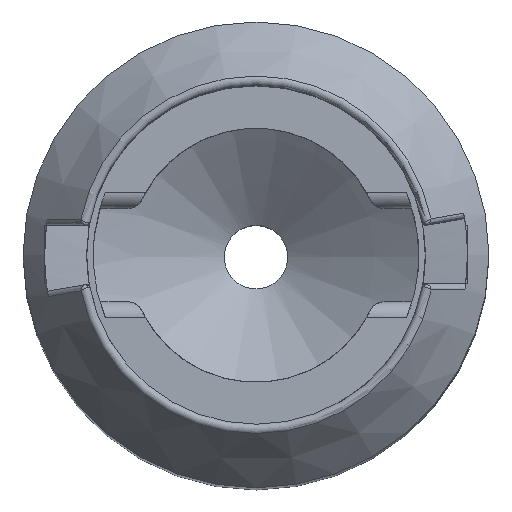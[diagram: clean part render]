
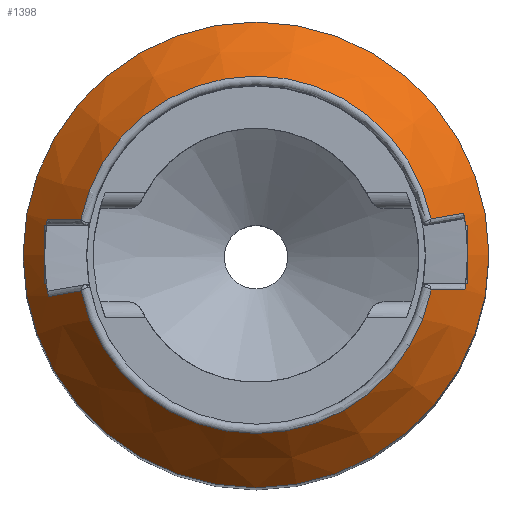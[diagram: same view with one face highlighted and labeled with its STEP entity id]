
A CAD part, top view. The second image highlights one B-rep face of the part: STEP entity #1398.
In plain terms, the highlighted conical face has half-angle 40 degrees and reference radius 7.5 mm.
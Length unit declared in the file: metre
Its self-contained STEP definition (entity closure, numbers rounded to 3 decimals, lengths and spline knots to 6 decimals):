
#59=CONICAL_SURFACE('',#1513,0.0075,0.698);
#101=CIRCLE('',#1514,0.009998);
#102=CIRCLE('',#1515,0.009998);
#103=CIRCLE('',#1516,0.009998);
#104=CIRCLE('',#1517,0.008442);
#105=CIRCLE('',#1518,0.009998);
#106=CIRCLE('',#1519,0.009998);
#107=CIRCLE('',#1520,0.008442);
#108=CIRCLE('',#1521,0.011);
#163=B_SPLINE_CURVE_WITH_KNOTS('',3,(#2024,#2025,#2026,#2027),
 .UNSPECIFIED.,.F.,.F.,(4,4),(0.000687,0.00311),
 .UNSPECIFIED.);
#164=B_SPLINE_CURVE_WITH_KNOTS('',3,(#2034,#2035,#2036,#2037),
 .UNSPECIFIED.,.F.,.F.,(4,4),(0.,0.000149),.UNSPECIFIED.);
#165=B_SPLINE_CURVE_WITH_KNOTS('',3,(#2039,#2040,#2041,#2042),
 .UNSPECIFIED.,.F.,.F.,(4,4),(0.,1.),.PIECEWISE_BEZIER_KNOTS.);
#166=B_SPLINE_CURVE_WITH_KNOTS('',3,(#2044,#2045,#2046,#2047),
 .UNSPECIFIED.,.F.,.F.,(4,4),(0.,0.001375),.UNSPECIFIED.);
#167=B_SPLINE_CURVE_WITH_KNOTS('',3,(#2049,#2050,#2051,#2052),
 .UNSPECIFIED.,.F.,.F.,(4,4),(0.002587,0.002736),
 .UNSPECIFIED.);
#168=B_SPLINE_CURVE_WITH_KNOTS('',3,(#2056,#2057,#2058,#2059),
 .UNSPECIFIED.,.F.,.F.,(4,4),(0.,0.00244),.UNSPECIFIED.);
#169=B_SPLINE_CURVE_WITH_KNOTS('',3,(#2063,#2064,#2065,#2066),
 .UNSPECIFIED.,.F.,.F.,(4,4),(0.000687,0.00311),
 .UNSPECIFIED.);
#170=B_SPLINE_CURVE_WITH_KNOTS('',3,(#2070,#2071,#2072,#2073),
 .UNSPECIFIED.,.F.,.F.,(4,4),(0.,0.000149),.UNSPECIFIED.);
#171=B_SPLINE_CURVE_WITH_KNOTS('',3,(#2075,#2076,#2077,#2078),
 .UNSPECIFIED.,.F.,.F.,(4,4),(0.,1.),.PIECEWISE_BEZIER_KNOTS.);
#172=B_SPLINE_CURVE_WITH_KNOTS('',3,(#2080,#2081,#2082,#2083),
 .UNSPECIFIED.,.F.,.F.,(4,4),(0.,0.001375),
 .UNSPECIFIED.);
#173=B_SPLINE_CURVE_WITH_KNOTS('',3,(#2085,#2086,#2087,#2088),
 .UNSPECIFIED.,.F.,.F.,(4,4),(0.002592,0.002742),
 .UNSPECIFIED.);
#174=B_SPLINE_CURVE_WITH_KNOTS('',3,(#2092,#2093,#2094,#2095),
 .UNSPECIFIED.,.F.,.F.,(4,4),(0.001567,0.004006),
 .UNSPECIFIED.);
#290=ORIENTED_EDGE('',*,*,#729,.T.);
#291=ORIENTED_EDGE('',*,*,#730,.T.);
#292=ORIENTED_EDGE('',*,*,#731,.T.);
#293=ORIENTED_EDGE('',*,*,#732,.F.);
#294=ORIENTED_EDGE('',*,*,#733,.F.);
#295=ORIENTED_EDGE('',*,*,#734,.F.);
#296=ORIENTED_EDGE('',*,*,#735,.F.);
#297=ORIENTED_EDGE('',*,*,#736,.T.);
#298=ORIENTED_EDGE('',*,*,#737,.T.);
#299=ORIENTED_EDGE('',*,*,#738,.T.);
#300=ORIENTED_EDGE('',*,*,#739,.T.);
#301=ORIENTED_EDGE('',*,*,#740,.T.);
#302=ORIENTED_EDGE('',*,*,#741,.F.);
#303=ORIENTED_EDGE('',*,*,#742,.T.);
#304=ORIENTED_EDGE('',*,*,#743,.F.);
#305=ORIENTED_EDGE('',*,*,#744,.T.);
#306=ORIENTED_EDGE('',*,*,#745,.T.);
#307=ORIENTED_EDGE('',*,*,#746,.T.);
#308=ORIENTED_EDGE('',*,*,#747,.T.);
#309=ORIENTED_EDGE('',*,*,#748,.F.);
#729=EDGE_CURVE('',#947,#948,#163,.T.);
#730=EDGE_CURVE('',#948,#949,#101,.T.);
#731=EDGE_CURVE('',#949,#950,#102,.T.);
#732=EDGE_CURVE('',#951,#950,#164,.T.);
#733=EDGE_CURVE('',#952,#951,#165,.T.);
#734=EDGE_CURVE('',#953,#952,#166,.T.);
#735=EDGE_CURVE('',#954,#953,#167,.T.);
#736=EDGE_CURVE('',#954,#955,#103,.T.);
#737=EDGE_CURVE('',#955,#956,#168,.T.);
#738=EDGE_CURVE('',#956,#957,#104,.T.);
#739=EDGE_CURVE('',#957,#958,#169,.T.);
#740=EDGE_CURVE('',#958,#959,#105,.T.);
#741=EDGE_CURVE('',#960,#959,#170,.T.);
#742=EDGE_CURVE('',#960,#961,#171,.T.);
#743=EDGE_CURVE('',#962,#961,#172,.T.);
#744=EDGE_CURVE('',#962,#963,#173,.T.);
#745=EDGE_CURVE('',#963,#964,#106,.T.);
#746=EDGE_CURVE('',#964,#965,#174,.T.);
#747=EDGE_CURVE('',#965,#947,#107,.T.);
#748=EDGE_CURVE('',#966,#966,#108,.F.);
#947=VERTEX_POINT('',#2028);
#948=VERTEX_POINT('',#2029);
#949=VERTEX_POINT('',#2031);
#950=VERTEX_POINT('',#2033);
#951=VERTEX_POINT('',#2038);
#952=VERTEX_POINT('',#2043);
#953=VERTEX_POINT('',#2048);
#954=VERTEX_POINT('',#2053);
#955=VERTEX_POINT('',#2055);
#956=VERTEX_POINT('',#2060);
#957=VERTEX_POINT('',#2062);
#958=VERTEX_POINT('',#2067);
#959=VERTEX_POINT('',#2069);
#960=VERTEX_POINT('',#2074);
#961=VERTEX_POINT('',#2079);
#962=VERTEX_POINT('',#2084);
#963=VERTEX_POINT('',#2089);
#964=VERTEX_POINT('',#2091);
#965=VERTEX_POINT('',#2096);
#966=VERTEX_POINT('',#2099);
#1170=EDGE_LOOP('',(#290,#291,#292,#293,#294,#295,#296,#297,#298,#299,#300,
#301,#302,#303,#304,#305,#306,#307,#308));
#1171=EDGE_LOOP('',(#309));
#1276=FACE_BOUND('',#1170,.T.);
#1277=FACE_BOUND('',#1171,.T.);
#1398=ADVANCED_FACE('',(#1276,#1277),#59,.T.);
#1513=AXIS2_PLACEMENT_3D('',#2023,#1663,#1664);
#1514=AXIS2_PLACEMENT_3D('',#2030,#1665,#1666);
#1515=AXIS2_PLACEMENT_3D('',#2032,#1667,#1668);
#1516=AXIS2_PLACEMENT_3D('',#2054,#1669,#1670);
#1517=AXIS2_PLACEMENT_3D('',#2061,#1671,#1672);
#1518=AXIS2_PLACEMENT_3D('',#2068,#1673,#1674);
#1519=AXIS2_PLACEMENT_3D('',#2090,#1675,#1676);
#1520=AXIS2_PLACEMENT_3D('',#2097,#1677,#1678);
#1521=AXIS2_PLACEMENT_3D('',#2098,#1679,#1680);
#1663=DIRECTION('',(0.,0.,-1.));
#1664=DIRECTION('',(-1.,0.,0.));
#1665=DIRECTION('',(0.,0.,-1.));
#1666=DIRECTION('',(-1.,0.,0.));
#1667=DIRECTION('',(0.,0.,-1.));
#1668=DIRECTION('',(-1.,0.,0.));
#1669=DIRECTION('',(0.,0.,-1.));
#1670=DIRECTION('',(-1.,0.,0.));
#1671=DIRECTION('',(0.,0.,-1.));
#1672=DIRECTION('',(-1.,0.,0.));
#1673=DIRECTION('',(0.,0.,-1.));
#1674=DIRECTION('',(-1.,0.,0.));
#1675=DIRECTION('',(0.,0.,-1.));
#1676=DIRECTION('',(-1.,0.,0.));
#1677=DIRECTION('',(0.,0.,-1.));
#1678=DIRECTION('',(-1.,0.,0.));
#1679=DIRECTION('',(0.,0.,1.));
#1680=DIRECTION('',(1.,0.,0.));
#2023=CARTESIAN_POINT('',(0.,0.,0.034));
#2024=CARTESIAN_POINT('',(0.008268,0.001702,0.032878));
#2025=CARTESIAN_POINT('',(0.00878,0.001791,0.032259));
#2026=CARTESIAN_POINT('',(0.009291,0.00188,0.031641));
#2027=CARTESIAN_POINT('',(0.009803,0.001969,0.031022));
#2028=CARTESIAN_POINT('',(0.008268,0.001702,0.032878));
#2029=CARTESIAN_POINT('',(0.009803,0.001969,0.031022));
#2030=CARTESIAN_POINT('',(0.,0.,0.031022));
#2031=CARTESIAN_POINT('',(0.009902,0.001411,0.031018));
#2032=CARTESIAN_POINT('',(0.,0.,0.031022));
#2033=CARTESIAN_POINT('',(0.009903,0.001376,0.031022));
#2034=CARTESIAN_POINT('',(0.01,0.001375,0.030908));
#2035=CARTESIAN_POINT('',(0.009968,0.001375,0.030947));
#2036=CARTESIAN_POINT('',(0.009936,0.001375,0.030985));
#2037=CARTESIAN_POINT('',(0.009903,0.001375,0.031023));
#2038=CARTESIAN_POINT('',(0.01,0.001375,0.030908));
#2039=CARTESIAN_POINT('',(0.01,-0.001375,0.030908));
#2040=CARTESIAN_POINT('',(0.01,-0.000457,0.031057));
#2041=CARTESIAN_POINT('',(0.01,0.000457,0.031057));
#2042=CARTESIAN_POINT('',(0.01,0.001375,0.030908));
#2043=CARTESIAN_POINT('',(0.009999,0.000001,0.031021));
#2044=CARTESIAN_POINT('',(0.01,-0.001375,0.030908));
#2045=CARTESIAN_POINT('',(0.01,-0.000917,0.030983));
#2046=CARTESIAN_POINT('',(0.01,-0.000458,0.031021));
#2047=CARTESIAN_POINT('',(0.01,0.,0.031021));
#2048=CARTESIAN_POINT('',(0.01,-0.001375,0.030908));
#2049=CARTESIAN_POINT('',(0.009903,-0.001375,0.031022));
#2050=CARTESIAN_POINT('',(0.009936,-0.001375,0.030984));
#2051=CARTESIAN_POINT('',(0.009968,-0.001375,0.030946));
#2052=CARTESIAN_POINT('',(0.01,-0.001375,0.030908));
#2053=CARTESIAN_POINT('',(0.009903,-0.001375,0.031022));
#2054=CARTESIAN_POINT('',(0.,0.,0.031022));
#2055=CARTESIAN_POINT('',(0.00986,-0.001657,0.031022));
#2056=CARTESIAN_POINT('',(0.00986,-0.001657,0.031022));
#2057=CARTESIAN_POINT('',(0.009333,-0.001658,0.031642));
#2058=CARTESIAN_POINT('',(0.008805,-0.00166,0.03226));
#2059=CARTESIAN_POINT('',(0.008276,-0.001663,0.032878));
#2060=CARTESIAN_POINT('',(0.008276,-0.001663,0.032878));
#2061=CARTESIAN_POINT('',(0.,0.,0.032878));
#2062=CARTESIAN_POINT('',(-0.008268,-0.001702,0.032878));
#2063=CARTESIAN_POINT('',(-0.008268,-0.001702,0.032878));
#2064=CARTESIAN_POINT('',(-0.00878,-0.001791,0.032259));
#2065=CARTESIAN_POINT('',(-0.009291,-0.00188,0.031641));
#2066=CARTESIAN_POINT('',(-0.009803,-0.001969,0.031022));
#2067=CARTESIAN_POINT('',(-0.009803,-0.001969,0.031022));
#2068=CARTESIAN_POINT('',(0.,0.,0.031022));
#2069=CARTESIAN_POINT('',(-0.009904,-0.001375,0.031023));
#2070=CARTESIAN_POINT('',(-0.01,-0.001375,0.030908));
#2071=CARTESIAN_POINT('',(-0.009968,-0.001375,0.030946));
#2072=CARTESIAN_POINT('',(-0.009936,-0.001375,0.030984));
#2073=CARTESIAN_POINT('',(-0.009903,-0.001375,0.031022));
#2074=CARTESIAN_POINT('',(-0.01,-0.001375,0.030909));
#2075=CARTESIAN_POINT('',(-0.01,-0.001375,0.030908));
#2076=CARTESIAN_POINT('',(-0.01,-0.000457,0.031057));
#2077=CARTESIAN_POINT('',(-0.01,0.000457,0.031057));
#2078=CARTESIAN_POINT('',(-0.01,0.001375,0.030908));
#2079=CARTESIAN_POINT('',(-0.009999,-0.000001,0.031021));
#2080=CARTESIAN_POINT('',(-0.01,0.001375,0.030908));
#2081=CARTESIAN_POINT('',(-0.01,0.000917,0.030983));
#2082=CARTESIAN_POINT('',(-0.01,0.000458,0.031021));
#2083=CARTESIAN_POINT('',(-0.01,0.,0.031021));
#2084=CARTESIAN_POINT('',(-0.01,0.001375,0.030908));
#2085=CARTESIAN_POINT('',(-0.01,0.001375,0.030908));
#2086=CARTESIAN_POINT('',(-0.009968,0.001375,0.030946));
#2087=CARTESIAN_POINT('',(-0.009936,0.001375,0.030984));
#2088=CARTESIAN_POINT('',(-0.009903,0.001375,0.031022));
#2089=CARTESIAN_POINT('',(-0.009903,0.001375,0.031022));
#2090=CARTESIAN_POINT('',(0.,0.,0.031022));
#2091=CARTESIAN_POINT('',(-0.00986,0.001657,0.031022));
#2092=CARTESIAN_POINT('',(-0.00986,0.001657,0.031022));
#2093=CARTESIAN_POINT('',(-0.009333,0.001658,0.031642));
#2094=CARTESIAN_POINT('',(-0.008805,0.00166,0.03226));
#2095=CARTESIAN_POINT('',(-0.008276,0.001663,0.032878));
#2096=CARTESIAN_POINT('',(-0.008276,0.001663,0.032878));
#2097=CARTESIAN_POINT('',(0.,0.,0.032878));
#2098=CARTESIAN_POINT('',(0.,0.,0.029829));
#2099=CARTESIAN_POINT('',(0.011,0.,0.029829));
